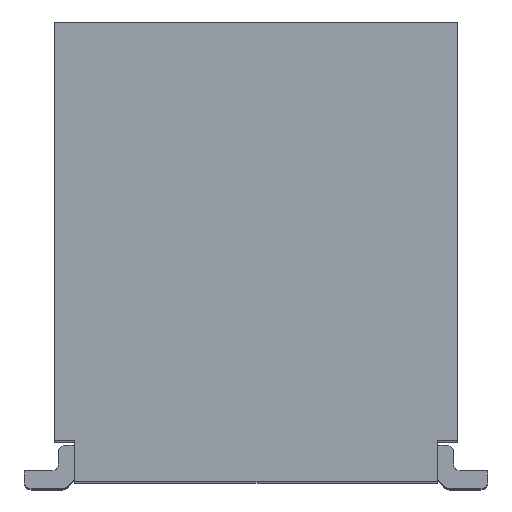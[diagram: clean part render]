
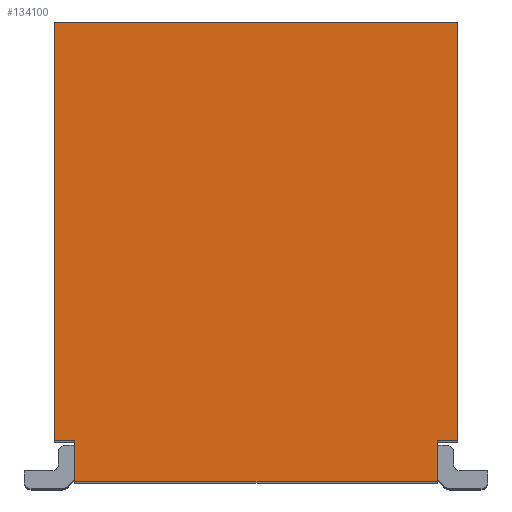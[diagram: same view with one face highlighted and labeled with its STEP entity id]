
A CAD part, top view. The second image highlights one B-rep face of the part: STEP entity #134100.
In plain terms, the highlighted planar face has unit normal (0, 0, 1).
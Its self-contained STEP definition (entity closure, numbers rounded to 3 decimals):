
#133310=CARTESIAN_POINT('',(-1.455,-1.65,5.185));
#133320=VERTEX_POINT('',#133310);
#133350=CARTESIAN_POINT('',(0.015,-1.65,5.185));
#133360=DIRECTION('',(1.,0.,0.));
#133370=VECTOR('',#133360,1.);
#133380=LINE('',#133350,#133370);
#133390=CARTESIAN_POINT('',(-1.305,-1.65,5.185));
#133400=VERTEX_POINT('',#133390);
#133410=EDGE_CURVE('',#133320,#133400,#133380,.T.);
#133520=CARTESIAN_POINT('',(-0.655,-1.162,5.185))
;
#133530=DIRECTION('',(0.,0.,-1.));
#133540=DIRECTION('',(-1.,0.,0.));
#133550=AXIS2_PLACEMENT_3D('',#133520,#133530,#133540);
#133560=PLANE('',#133550);
#133570=ORIENTED_EDGE('',*,*,#133410,.T.);
#133580=CARTESIAN_POINT('',(-1.455,-0.85,5.185));
#133590=DIRECTION('',(0.,-1.,0.));
#133600=VECTOR('',#133590,1.);
#133610=LINE('',#133580,#133600);
#133620=CARTESIAN_POINT('',(-1.455,1.4,5.185));
#133630=VERTEX_POINT('',#133620);
#133640=EDGE_CURVE('',#133630,#133320,#133610,.T.);
#133650=ORIENTED_EDGE('',*,*,#133640,.T.);
#133660=CARTESIAN_POINT('',(0.015,1.4,5.185));
#133670=DIRECTION('',(1.,0.,0.));
#133680=VECTOR('',#133670,1.);
#133690=LINE('',#133660,#133680);
#133700=CARTESIAN_POINT('',(1.485,1.4,5.185));
#133710=VERTEX_POINT('',#133700);
#133720=EDGE_CURVE('',#133630,#133710,#133690,.T.);
#133730=ORIENTED_EDGE('',*,*,#133720,.F.);
#133740=CARTESIAN_POINT('',(1.485,0.6,5.185));
#133750=DIRECTION('',(0.,-1.,0.));
#133760=VECTOR('',#133750,1.);
#133770=LINE('',#133740,#133760);
#133780=CARTESIAN_POINT('',(1.485,-1.65,5.185));
#133790=VERTEX_POINT('',#133780);
#133800=EDGE_CURVE('',#133710,#133790,#133770,.T.);
#133810=ORIENTED_EDGE('',*,*,#133800,.F.);
#133820=CARTESIAN_POINT('',(1.335,-1.65,5.185));
#133830=VERTEX_POINT('',#133820);
#133840=EDGE_CURVE('',#133830,#133790,#133380,.T.);
#133850=ORIENTED_EDGE('',*,*,#133840,.T.);
#133860=CARTESIAN_POINT('',(1.335,-1.95,5.185));
#133870=DIRECTION('',(0.,-1.,0.));
#133880=VECTOR('',#133870,1.);
#133890=LINE('',#133860,#133880);
#133900=CARTESIAN_POINT('',(1.335,-1.95,5.185));
#133910=VERTEX_POINT('',#133900);
#133920=EDGE_CURVE('',#133830,#133910,#133890,.T.);
#133930=ORIENTED_EDGE('',*,*,#133920,.F.);
#133940=CARTESIAN_POINT('',(0.015,-1.95,5.185));
#133950=DIRECTION('',(-1.,0.,0.));
#133960=VECTOR('',#133950,1.);
#133970=LINE('',#133940,#133960);
#133980=CARTESIAN_POINT('',(-1.305,-1.95,5.185));
#133990=VERTEX_POINT('',#133980);
#134000=EDGE_CURVE('',#133910,#133990,#133970,.T.);
#134010=ORIENTED_EDGE('',*,*,#134000,.F.);
#134020=CARTESIAN_POINT('',(-1.305,-1.95,5.185));
#134030=DIRECTION('',(0.,-1.,0.));
#134040=VECTOR('',#134030,1.);
#134050=LINE('',#134020,#134040);
#134060=EDGE_CURVE('',#133400,#133990,#134050,.T.);
#134070=ORIENTED_EDGE('',*,*,#134060,.T.);
#134080=EDGE_LOOP('',(#134070,#134010,#133930,#133850,#133810,#133730,
#133650,#133570));
#134090=FACE_OUTER_BOUND('',#134080,.T.);
#134100=ADVANCED_FACE('',(#134090),#133560,.F.);
